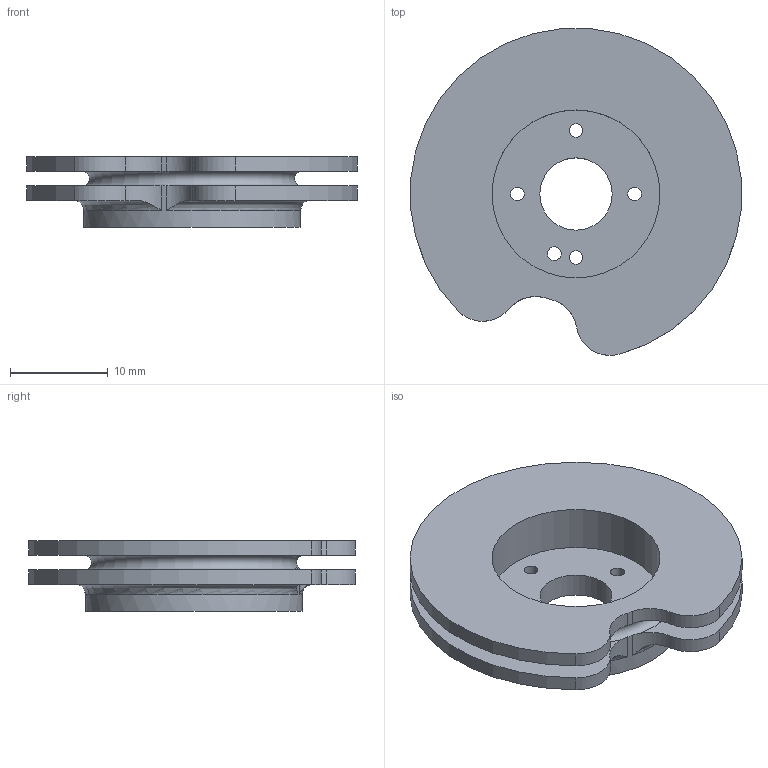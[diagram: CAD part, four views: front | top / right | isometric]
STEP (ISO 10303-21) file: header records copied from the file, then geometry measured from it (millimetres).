
FILE_DESCRIPTION(/* description */ (''),/* implementation_level */ '2;1');
FILE_NAME(/* name */ '036fd8a6-55c8-4586-8390-2ca21b6df98b.stp',/* time_stamp */ '2017-09-04T07:53:48+00:00',/* author */ (''),/* organization */ (''),/* preprocessor_version */ 'ST-DEVELOPER v16.13',/* originating_system */ 'Autodesk Translation Framework v6.1.1.50',/* authorisation */ '');
FILE_SCHEMA (('AUTOMOTIVE_DESIGN { 1 0 10303 214 3 1 1 }'));
Length unit declared in the file: millimetre
Products named in the file (1): new_horn_HiTEC v17
Bounding box: 33.87 x 33.47 x 7.25 mm (x, y, z)
Volume: 2964.2 mm3; surface area: 3564.2 mm2
Topology: 1 solids, 1 shells, 27 faces, 71 edges, 47 vertices
Faces by surface type: cylinder 19, plane 6, torus 2
Full cylindrical faces by diameter (mm): 1.4 x5, 7.4 x1, 17.2 x1, 22.2 x1
Entity records: 889 total; most frequent: CARTESIAN_POINT 185, DIRECTION 152, ORIENTED_EDGE 120, AXIS2_PLACEMENT_3D 70, EDGE_CURVE 60, EDGE_LOOP 49, VERTEX_POINT 45, CIRCLE 42
